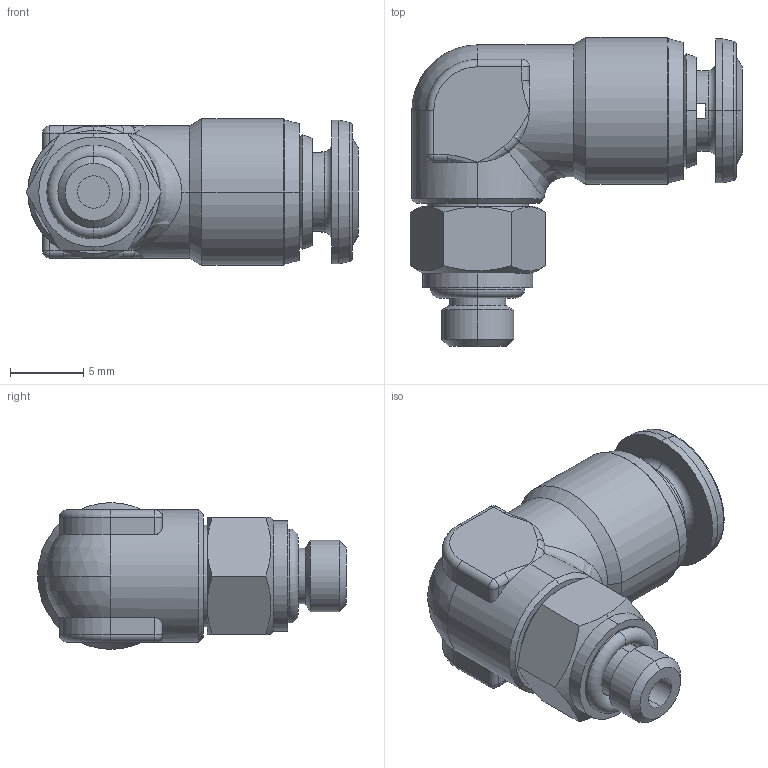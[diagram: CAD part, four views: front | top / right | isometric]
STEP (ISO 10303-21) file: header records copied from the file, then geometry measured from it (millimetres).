
FILE_DESCRIPTION (( 'STEP AP214' ), '1' );
FILE_NAME ('6011500012.step', '2012-10-16T16:33:22', ( '' ), ( '' ), 'SwSTEP 2.0', 'SolidWorks 2012', '' );
FILE_SCHEMA (( 'AUTOMOTIVE_DESIGN' ));
Length unit declared in the file: millimetre
Products named in the file (1): 6011500012
Bounding box: 22.62 x 21.05 x 10 mm (x, y, z)
Volume: 1895 mm3; surface area: 1312.6 mm2
Topology: 1 solids, 1 shells, 151 faces, 346 edges, 194 vertices
Faces by surface type: cylinder 43, cone 36, plane 35, torus 22, bspline 9, sphere 6
Entity records: 6216 total; most frequent: CARTESIAN_POINT 1187, DIRECTION 752, ORIENTED_EDGE 668, EDGE_CURVE 334, AXIS2_PLACEMENT_3D 321, VERTEX_POINT 194, CIRCLE 178, EDGE_LOOP 164
